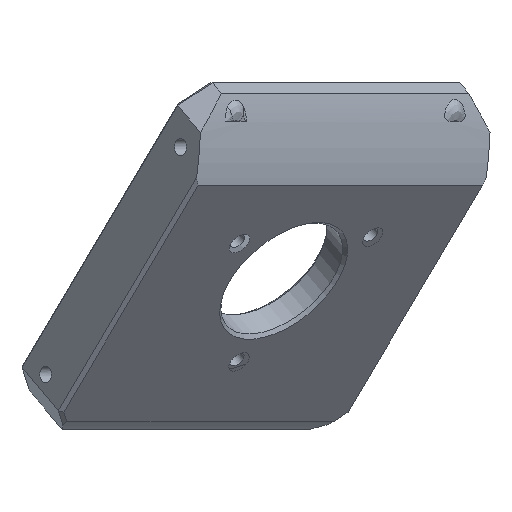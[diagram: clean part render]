
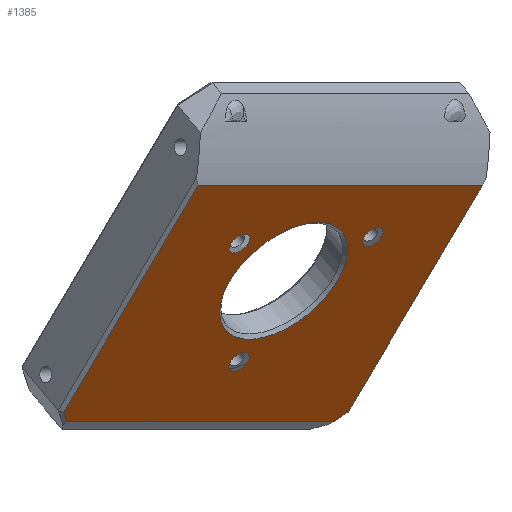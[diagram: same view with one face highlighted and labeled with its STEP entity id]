
A CAD part, front view. The second image highlights one B-rep face of the part: STEP entity #1385.
In plain terms, the highlighted planar face has unit normal (0.542, -0.542, -0.643).
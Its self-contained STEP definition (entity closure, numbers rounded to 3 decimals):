
#44=FACE_BOUND('',#287,.T.);
#45=FACE_BOUND('',#288,.T.);
#46=FACE_BOUND('',#289,.T.);
#47=FACE_BOUND('',#290,.T.);
#76=PLANE('',#1553);
#181=FACE_OUTER_BOUND('',#286,.T.);
#286=EDGE_LOOP('',(#1211,#1212,#1213,#1214,#1215,#1216));
#287=EDGE_LOOP('',(#1217));
#288=EDGE_LOOP('',(#1218));
#289=EDGE_LOOP('',(#1219));
#290=EDGE_LOOP('',(#1220));
#360=LINE('',#6039,#451);
#362=LINE('',#6052,#453);
#372=LINE('',#6093,#463);
#380=LINE('',#6109,#471);
#418=LINE('',#6356,#509);
#419=LINE('',#6357,#510);
#451=VECTOR('',#1712,10.);
#453=VECTOR('',#1724,10.);
#463=VECTOR('',#1758,10.);
#471=VECTOR('',#1772,10.);
#509=VECTOR('',#1928,10.);
#510=VECTOR('',#1929,10.);
#585=CIRCLE('',#1552,3.25);
#586=CIRCLE('',#1554,3.25);
#587=CIRCLE('',#1555,20.479);
#588=CIRCLE('',#1556,3.25);
#648=VERTEX_POINT('',#6037);
#649=VERTEX_POINT('',#6038);
#654=VERTEX_POINT('',#6050);
#655=VERTEX_POINT('',#6051);
#670=VERTEX_POINT('',#6092);
#675=VERTEX_POINT('',#6108);
#704=VERTEX_POINT('',#6352);
#705=VERTEX_POINT('',#6358);
#706=VERTEX_POINT('',#6360);
#707=VERTEX_POINT('',#6362);
#784=EDGE_CURVE('',#648,#649,#360,.T.);
#790=EDGE_CURVE('',#654,#655,#362,.T.);
#809=EDGE_CURVE('',#654,#670,#372,.T.);
#817=EDGE_CURVE('',#648,#675,#380,.T.);
#882=EDGE_CURVE('',#704,#704,#585,.T.);
#884=EDGE_CURVE('',#675,#655,#418,.T.);
#885=EDGE_CURVE('',#670,#649,#419,.T.);
#886=EDGE_CURVE('',#705,#705,#586,.T.);
#887=EDGE_CURVE('',#706,#706,#587,.T.);
#888=EDGE_CURVE('',#707,#707,#588,.T.);
#1211=ORIENTED_EDGE('',*,*,#790,.T.);
#1212=ORIENTED_EDGE('',*,*,#884,.F.);
#1213=ORIENTED_EDGE('',*,*,#817,.F.);
#1214=ORIENTED_EDGE('',*,*,#784,.T.);
#1215=ORIENTED_EDGE('',*,*,#885,.F.);
#1216=ORIENTED_EDGE('',*,*,#809,.F.);
#1217=ORIENTED_EDGE('',*,*,#886,.F.);
#1218=ORIENTED_EDGE('',*,*,#887,.F.);
#1219=ORIENTED_EDGE('',*,*,#888,.F.);
#1220=ORIENTED_EDGE('',*,*,#882,.F.);
#1385=ADVANCED_FACE('',(#181,#44,#45,#46,#47),#76,.T.);
#1552=AXIS2_PLACEMENT_3D('',#6353,#1923,#1924);
#1553=AXIS2_PLACEMENT_3D('',#6355,#1926,#1927);
#1554=AXIS2_PLACEMENT_3D('',#6359,#1930,#1931);
#1555=AXIS2_PLACEMENT_3D('',#6361,#1932,#1933);
#1556=AXIS2_PLACEMENT_3D('',#6363,#1934,#1935);
#1712=DIRECTION('',(0.707,0.707,0.));
#1724=DIRECTION('',(-0.707,-0.707,0.));
#1758=DIRECTION('',(-0.455,0.455,-0.766));
#1772=DIRECTION('',(-0.179,-0.821,0.542));
#1923=DIRECTION('center_axis',(0.542,-0.542,-0.643));
#1924=DIRECTION('ref_axis',(0.821,0.179,0.542));
#1926=DIRECTION('center_axis',(0.542,-0.542,-0.643));
#1927=DIRECTION('ref_axis',(0.821,0.179,0.542));
#1928=DIRECTION('',(0.455,-0.455,0.766));
#1929=DIRECTION('',(-0.821,-0.179,-0.542));
#1930=DIRECTION('center_axis',(0.542,-0.542,-0.643));
#1931=DIRECTION('ref_axis',(0.821,0.179,0.542));
#1932=DIRECTION('center_axis',(0.542,-0.542,-0.643));
#1933=DIRECTION('ref_axis',(0.821,0.179,0.542));
#1934=DIRECTION('center_axis',(0.542,-0.542,-0.643));
#1935=DIRECTION('ref_axis',(0.821,0.179,0.542));
#6037=CARTESIAN_POINT('',(-17.883,-53.69,-14.768));
#6038=CARTESIAN_POINT('',(53.69,17.883,-14.768));
#6039=CARTESIAN_POINT('',(17.903,-17.903,-14.768));
#6050=CARTESIAN_POINT('',(93.736,-17.369,48.686));
#6051=CARTESIAN_POINT('',(17.369,-93.736,48.686));
#6052=CARTESIAN_POINT('',(55.553,-55.553,48.686));
#6092=CARTESIAN_POINT('',(57.628,18.74,-12.171));
#6093=CARTESIAN_POINT('',(66.756,9.611,3.214));
#6108=CARTESIAN_POINT('',(-18.74,-57.628,-12.171));
#6109=CARTESIAN_POINT('',(-17.803,-53.32,-15.011));
#6352=CARTESIAN_POINT('',(61.606,-30.966,33.068));
#6353=CARTESIAN_POINT('Origin',(64.275,-30.385,34.828));
#6355=CARTESIAN_POINT('Origin',(40.616,-40.616,23.513));
#6356=CARTESIAN_POINT('',(14.476,-90.844,43.811));
#6357=CARTESIAN_POINT('',(53.32,17.803,-15.011));
#6358=CARTESIAN_POINT('',(25.809,-64.753,31.375));
#6359=CARTESIAN_POINT('Origin',(28.478,-64.173,33.135));
#6360=CARTESIAN_POINT('',(23.551,-44.03,12.008));
#6361=CARTESIAN_POINT('Origin',(40.372,-40.372,23.101));
#6362=CARTESIAN_POINT('',(25.693,-27.138,-0.421));
#6363=CARTESIAN_POINT('Origin',(28.362,-26.558,1.339));
